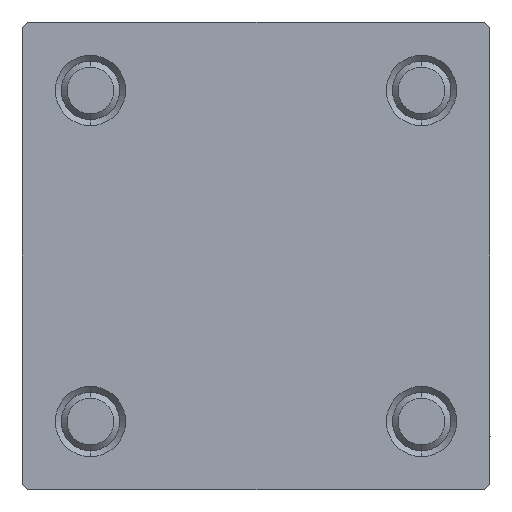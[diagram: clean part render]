
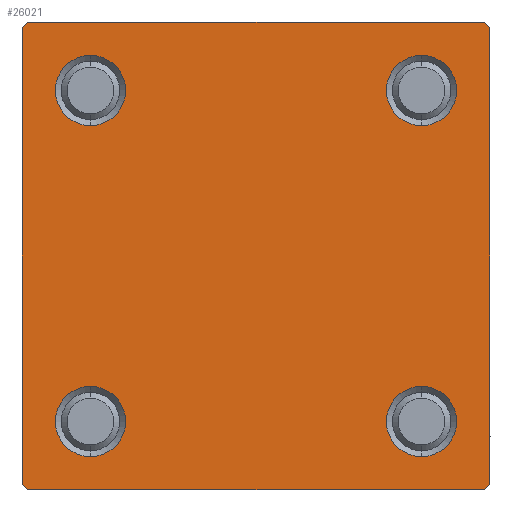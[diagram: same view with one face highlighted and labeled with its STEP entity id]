
A CAD part, left-side view. The second image highlights one B-rep face of the part: STEP entity #26021.
In plain terms, the highlighted planar face has unit normal (-1, 0, 0).
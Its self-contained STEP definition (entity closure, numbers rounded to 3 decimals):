
#33 = VECTOR ( 'NONE', #8455, 1000. ) ;
#147 = CARTESIAN_POINT ( 'NONE',  ( 0., -14.15, 17.15 ) ) ;
#188 = DIRECTION ( 'NONE',  ( 1., 0., 0. ) ) ;
#423 = VERTEX_POINT ( 'NONE', #49328 ) ;
#1071 = VERTEX_POINT ( 'NONE', #40738 ) ;
#1224 = VERTEX_POINT ( 'NONE', #33411 ) ;
#1952 = AXIS2_PLACEMENT_3D ( 'NONE', #29006, #9869, #43630 ) ;
#1959 = EDGE_CURVE ( 'NONE', #40286, #48967, #30573, .T. ) ;
#2149 = CARTESIAN_POINT ( 'NONE',  ( 0., 20., 20. ) ) ;
#2234 = EDGE_CURVE ( 'NONE', #3502, #8684, #7950, .T. ) ;
#2458 = CIRCLE ( 'NONE', #24167, 3. ) ;
#2509 = ORIENTED_EDGE ( 'NONE', *, *, #32106, .T. ) ;
#2844 = DIRECTION ( 'NONE',  ( 1., 0., 0. ) ) ;
#2997 = EDGE_CURVE ( 'NONE', #48592, #4397, #45848, .T. ) ;
#3013 = LINE ( 'NONE', #41318, #21905 ) ;
#3185 = LINE ( 'NONE', #45746, #49575 ) ;
#3502 = VERTEX_POINT ( 'NONE', #10269 ) ;
#3511 = CARTESIAN_POINT ( 'NONE',  ( 0., 20., -19.5 ) ) ;
#4227 = AXIS2_PLACEMENT_3D ( 'NONE', #22734, #2844, #37353 ) ;
#4397 = VERTEX_POINT ( 'NONE', #39770 ) ;
#4676 = ORIENTED_EDGE ( 'NONE', *, *, #29418, .T. ) ;
#4692 = DIRECTION ( 'NONE',  ( 0., 0., 1. ) ) ;
#5421 = LINE ( 'NONE', #2149, #9343 ) ;
#5630 = CARTESIAN_POINT ( 'NONE',  ( 0., 14.15, 11.15 ) ) ;
#6274 = EDGE_CURVE ( 'NONE', #25479, #33791, #49655, .T. ) ;
#6310 = CARTESIAN_POINT ( 'NONE',  ( 0., -20., 20. ) ) ;
#6379 = VERTEX_POINT ( 'NONE', #31271 ) ;
#7950 = LINE ( 'NONE', #39432, #33 ) ;
#7959 = ORIENTED_EDGE ( 'NONE', *, *, #1959, .T. ) ;
#8227 = ORIENTED_EDGE ( 'NONE', *, *, #29201, .T. ) ;
#8241 = DIRECTION ( 'NONE',  ( 1., 0., 0. ) ) ;
#8455 = DIRECTION ( 'NONE',  ( 0., 0.707, 0.707 ) ) ;
#8684 = VERTEX_POINT ( 'NONE', #46076 ) ;
#8968 = ORIENTED_EDGE ( 'NONE', *, *, #49157, .F. ) ;
#9343 = VECTOR ( 'NONE', #17506, 1000. ) ;
#9669 = VERTEX_POINT ( 'NONE', #39764 ) ;
#9869 = DIRECTION ( 'NONE',  ( -1., 0., 0. ) ) ;
#10269 = CARTESIAN_POINT ( 'NONE',  ( 0., -20., 19.5 ) ) ;
#11503 = CARTESIAN_POINT ( 'NONE',  ( 0., -14.15, 14.15 ) ) ;
#12265 = CARTESIAN_POINT ( 'NONE',  ( 0., 14.15, 14.15 ) ) ;
#12311 = DIRECTION ( 'NONE',  ( 0., 0., 1. ) ) ;
#13166 = ORIENTED_EDGE ( 'NONE', *, *, #19111, .T. ) ;
#13250 = DIRECTION ( 'NONE',  ( 1., 0., 0. ) ) ;
#13775 = CARTESIAN_POINT ( 'NONE',  ( 0., -19.5, -20. ) ) ;
#14045 = EDGE_CURVE ( 'NONE', #48967, #40286, #2458, .T. ) ;
#14903 = DIRECTION ( 'NONE',  ( 0., -0.707, 0.707 ) ) ;
#16089 = DIRECTION ( 'NONE',  ( 1., 0., 0. ) ) ;
#17451 = DIRECTION ( 'NONE',  ( 0., 0.707, -0.707 ) ) ;
#17506 = DIRECTION ( 'NONE',  ( 0., 0., -1. ) ) ;
#17742 = ORIENTED_EDGE ( 'NONE', *, *, #14045, .T. ) ;
#18025 = CARTESIAN_POINT ( 'NONE',  ( 0., -20., -19.5 ) ) ;
#18381 = DIRECTION ( 'NONE',  ( 0., -1., 0. ) ) ;
#19111 = EDGE_CURVE ( 'NONE', #4397, #48592, #22721, .T. ) ;
#19594 = CARTESIAN_POINT ( 'NONE',  ( 0., 14.15, -14.15 ) ) ;
#19671 = EDGE_LOOP ( 'NONE', ( #34707, #47732 ) ) ;
#20152 = CIRCLE ( 'NONE', #37816, 3. ) ;
#20530 = VECTOR ( 'NONE', #17451, 1000. ) ;
#20638 = ORIENTED_EDGE ( 'NONE', *, *, #6274, .T. ) ;
#20983 = LINE ( 'NONE', #36591, #20530 ) ;
#21905 = VECTOR ( 'NONE', #18381, 1000. ) ;
#22326 = DIRECTION ( 'NONE',  ( 0., 0., 1. ) ) ;
#22610 = DIRECTION ( 'NONE',  ( 0., 0., 1. ) ) ;
#22669 = EDGE_CURVE ( 'NONE', #29256, #8684, #3013, .T. ) ;
#22721 = CIRCLE ( 'NONE', #4227, 3. ) ;
#22734 = CARTESIAN_POINT ( 'NONE',  ( 0., -14.15, 14.15 ) ) ;
#22841 = CARTESIAN_POINT ( 'NONE',  ( 0., 14.15, 14.15 ) ) ;
#23574 = VERTEX_POINT ( 'NONE', #5630 ) ;
#24167 = AXIS2_PLACEMENT_3D ( 'NONE', #19594, #8241, #22610 ) ;
#25479 = VERTEX_POINT ( 'NONE', #13775 ) ;
#26021 = ADVANCED_FACE ( 'NONE', ( #28265, #36560, #39847, #32775, #48140 ), #29250, .T. ) ;
#26137 = ORIENTED_EDGE ( 'NONE', *, *, #2997, .T. ) ;
#26800 = DIRECTION ( 'NONE',  ( 0., 0., 1. ) ) ;
#26876 = CARTESIAN_POINT ( 'NONE',  ( 0., 19.5, 20. ) ) ;
#27802 = CARTESIAN_POINT ( 'NONE',  ( 0., -14.15, -14.15 ) ) ;
#28265 = FACE_BOUND ( 'NONE', #45936, .T. ) ;
#28366 = VECTOR ( 'NONE', #14903, 1000. ) ;
#28427 = CARTESIAN_POINT ( 'NONE',  ( 0., 19.75, -19.75 ) ) ;
#28539 = EDGE_CURVE ( 'NONE', #1224, #423, #38221, .T. ) ;
#28605 = DIRECTION ( 'NONE',  ( 0., 0., 1. ) ) ;
#29006 = CARTESIAN_POINT ( 'NONE',  ( 0., 0., 0. ) ) ;
#29168 = VERTEX_POINT ( 'NONE', #3511 ) ;
#29201 = EDGE_CURVE ( 'NONE', #29168, #1071, #36219, .T. ) ;
#29250 = PLANE ( 'NONE',  #1952 ) ;
#29256 = VERTEX_POINT ( 'NONE', #26876 ) ;
#29418 = EDGE_CURVE ( 'NONE', #29256, #9669, #20983, .T. ) ;
#29640 = DIRECTION ( 'NONE',  ( 0., -1., 0. ) ) ;
#29818 = ORIENTED_EDGE ( 'NONE', *, *, #22669, .F. ) ;
#30573 = CIRCLE ( 'NONE', #37014, 3. ) ;
#30646 = ORIENTED_EDGE ( 'NONE', *, *, #28539, .T. ) ;
#30965 = VECTOR ( 'NONE', #43784, 1000. ) ;
#31010 = EDGE_LOOP ( 'NONE', ( #42736, #30646 ) ) ;
#31271 = CARTESIAN_POINT ( 'NONE',  ( 0., 14.15, 17.15 ) ) ;
#31816 = EDGE_CURVE ( 'NONE', #1071, #25479, #3185, .T. ) ;
#32106 = EDGE_CURVE ( 'NONE', #9669, #29168, #5421, .T. ) ;
#32159 = AXIS2_PLACEMENT_3D ( 'NONE', #11503, #188, #22326 ) ;
#32221 = CIRCLE ( 'NONE', #34624, 3. ) ;
#32270 = LINE ( 'NONE', #6310, #45121 ) ;
#32285 = EDGE_LOOP ( 'NONE', ( #7959, #17742 ) ) ;
#32742 = EDGE_CURVE ( 'NONE', #23574, #6379, #45574, .T. ) ;
#32775 = FACE_BOUND ( 'NONE', #19671, .T. ) ;
#33372 = ORIENTED_EDGE ( 'NONE', *, *, #31816, .T. ) ;
#33411 = CARTESIAN_POINT ( 'NONE',  ( 0., -14.15, -17.15 ) ) ;
#33791 = VERTEX_POINT ( 'NONE', #18025 ) ;
#34624 = AXIS2_PLACEMENT_3D ( 'NONE', #47744, #13250, #28605 ) ;
#34671 = DIRECTION ( 'NONE',  ( 0., 0., 1. ) ) ;
#34707 = ORIENTED_EDGE ( 'NONE', *, *, #47531, .T. ) ;
#35554 = ORIENTED_EDGE ( 'NONE', *, *, #2234, .T. ) ;
#36219 = LINE ( 'NONE', #28427, #30965 ) ;
#36547 = EDGE_LOOP ( 'NONE', ( #2509, #8227, #33372, #20638, #8968, #35554, #29818, #4676 ) ) ;
#36560 = FACE_BOUND ( 'NONE', #31010, .T. ) ;
#36591 = CARTESIAN_POINT ( 'NONE',  ( 0., 19.75, 19.75 ) ) ;
#37014 = AXIS2_PLACEMENT_3D ( 'NONE', #46562, #16089, #12311 ) ;
#37353 = DIRECTION ( 'NONE',  ( 0., 0., 1. ) ) ;
#37816 = AXIS2_PLACEMENT_3D ( 'NONE', #12265, #42991, #4692 ) ;
#38221 = CIRCLE ( 'NONE', #47860, 3. ) ;
#39432 = CARTESIAN_POINT ( 'NONE',  ( 0., -19.75, 19.75 ) ) ;
#39764 = CARTESIAN_POINT ( 'NONE',  ( 0., 20., 19.5 ) ) ;
#39770 = CARTESIAN_POINT ( 'NONE',  ( 0., -14.15, 11.15 ) ) ;
#39847 = FACE_BOUND ( 'NONE', #32285, .T. ) ;
#40286 = VERTEX_POINT ( 'NONE', #44546 ) ;
#40738 = CARTESIAN_POINT ( 'NONE',  ( 0., 19.5, -20. ) ) ;
#41318 = CARTESIAN_POINT ( 'NONE',  ( 0., 20., 20. ) ) ;
#41853 = CARTESIAN_POINT ( 'NONE',  ( 0., -19.75, -19.75 ) ) ;
#41981 = DIRECTION ( 'NONE',  ( 1., 0., 0. ) ) ;
#42736 = ORIENTED_EDGE ( 'NONE', *, *, #47671, .T. ) ;
#42927 = DIRECTION ( 'NONE',  ( 1., 0., 0. ) ) ;
#42991 = DIRECTION ( 'NONE',  ( 1., 0., 0. ) ) ;
#43630 = DIRECTION ( 'NONE',  ( 0., 0., 1. ) ) ;
#43784 = DIRECTION ( 'NONE',  ( 0., -0.707, -0.707 ) ) ;
#43855 = DIRECTION ( 'NONE',  ( 0., 0., -1. ) ) ;
#44546 = CARTESIAN_POINT ( 'NONE',  ( 0., 14.15, -11.15 ) ) ;
#44799 = AXIS2_PLACEMENT_3D ( 'NONE', #22841, #41981, #34671 ) ;
#45121 = VECTOR ( 'NONE', #43855, 1000. ) ;
#45144 = CARTESIAN_POINT ( 'NONE',  ( 0., 14.15, -17.15 ) ) ;
#45574 = CIRCLE ( 'NONE', #44799, 3. ) ;
#45746 = CARTESIAN_POINT ( 'NONE',  ( 0., 20., -20. ) ) ;
#45848 = CIRCLE ( 'NONE', #32159, 3. ) ;
#45936 = EDGE_LOOP ( 'NONE', ( #26137, #13166 ) ) ;
#46076 = CARTESIAN_POINT ( 'NONE',  ( 0., -19.5, 20. ) ) ;
#46562 = CARTESIAN_POINT ( 'NONE',  ( 0., 14.15, -14.15 ) ) ;
#47531 = EDGE_CURVE ( 'NONE', #6379, #23574, #20152, .T. ) ;
#47671 = EDGE_CURVE ( 'NONE', #423, #1224, #32221, .T. ) ;
#47732 = ORIENTED_EDGE ( 'NONE', *, *, #32742, .T. ) ;
#47744 = CARTESIAN_POINT ( 'NONE',  ( 0., -14.15, -14.15 ) ) ;
#47860 = AXIS2_PLACEMENT_3D ( 'NONE', #27802, #42927, #26800 ) ;
#48140 = FACE_OUTER_BOUND ( 'NONE', #36547, .T. ) ;
#48592 = VERTEX_POINT ( 'NONE', #147 ) ;
#48967 = VERTEX_POINT ( 'NONE', #45144 ) ;
#49157 = EDGE_CURVE ( 'NONE', #3502, #33791, #32270, .T. ) ;
#49328 = CARTESIAN_POINT ( 'NONE',  ( 0., -14.15, -11.15 ) ) ;
#49575 = VECTOR ( 'NONE', #29640, 1000. ) ;
#49655 = LINE ( 'NONE', #41853, #28366 ) ;
